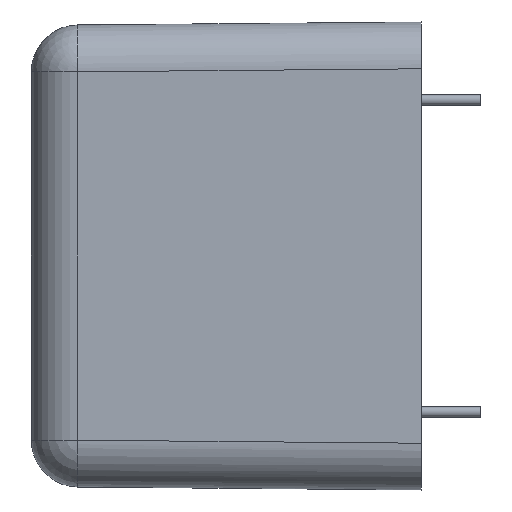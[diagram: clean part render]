
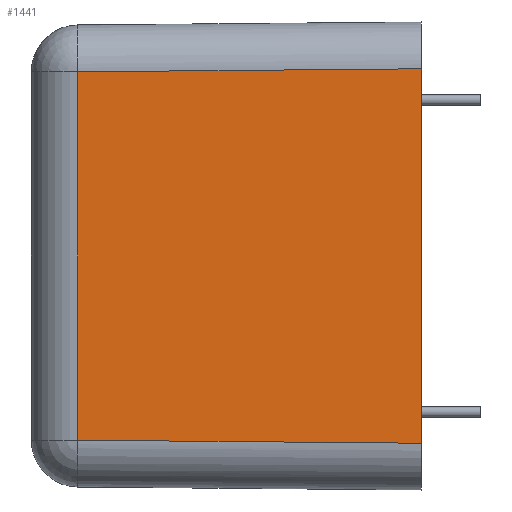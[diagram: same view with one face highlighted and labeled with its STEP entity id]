
A CAD part, left-side view. The second image highlights one B-rep face of the part: STEP entity #1441.
In plain terms, the highlighted planar face has unit normal (-1, 0.009, 0).
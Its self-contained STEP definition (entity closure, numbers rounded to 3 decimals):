
#32 = DIRECTION ( 'NONE',  ( -1., 0.009, 0. ) ) ;
#34 = CARTESIAN_POINT ( 'NONE',  ( -17.808, 22.026, 11.808 ) ) ;
#42 = DIRECTION ( 'NONE',  ( -0.009, -1., -0.009 ) ) ;
#45 = DIRECTION ( 'NONE',  ( -0.009, -1., 0. ) ) ;
#57 = PLANE ( 'NONE',  #160 ) ;
#65 = EDGE_CURVE ( 'NONE', #2900, #1502, #396, .T. ) ;
#160 = AXIS2_PLACEMENT_3D ( 'NONE', #2719, #32, #45 ) ;
#355 = VECTOR ( 'NONE', #881, 1000. ) ;
#366 = EDGE_LOOP ( 'NONE', ( #3024, #1150, #882, #2038 ) ) ;
#386 = CARTESIAN_POINT ( 'NONE',  ( -18., 0., -12. ) ) ;
#396 = LINE ( 'NONE', #1106, #2886 ) ;
#539 = EDGE_CURVE ( 'NONE', #971, #1324, #1669, .T. ) ;
#548 = LINE ( 'NONE', #737, #810 ) ;
#737 = CARTESIAN_POINT ( 'NONE',  ( -18., -0.026, -12. ) ) ;
#810 = VECTOR ( 'NONE', #42, 1000. ) ;
#850 = EDGE_CURVE ( 'NONE', #1324, #2900, #1016, .T. ) ;
#881 = DIRECTION ( 'NONE',  ( 0., 0., 1. ) ) ;
#882 = ORIENTED_EDGE ( 'NONE', *, *, #65, .T. ) ;
#971 = VERTEX_POINT ( 'NONE', #386 ) ;
#1010 = VECTOR ( 'NONE', #1064, 1000. ) ;
#1016 = LINE ( 'NONE', #1301, #1010 ) ;
#1019 = CARTESIAN_POINT ( 'NONE',  ( -17.808, 22.026, -11.808 ) ) ;
#1064 = DIRECTION ( 'NONE',  ( 0.009, 1., -0.009 ) ) ;
#1106 = CARTESIAN_POINT ( 'NONE',  ( -17.808, 22.026, -15. ) ) ;
#1150 = ORIENTED_EDGE ( 'NONE', *, *, #850, .T. ) ;
#1301 = CARTESIAN_POINT ( 'NONE',  ( -17.998, 0.236, 11.998 ) ) ;
#1324 = VERTEX_POINT ( 'NONE', #2376 ) ;
#1441 = ADVANCED_FACE ( 'NONE', ( #2408 ), #57, .T. ) ;
#1502 = VERTEX_POINT ( 'NONE', #1019 ) ;
#1669 = LINE ( 'NONE', #2634, #355 ) ;
#1980 = EDGE_CURVE ( 'NONE', #1502, #971, #548, .T. ) ;
#2026 = DIRECTION ( 'NONE',  ( 0., 0., -1. ) ) ;
#2038 = ORIENTED_EDGE ( 'NONE', *, *, #1980, .T. ) ;
#2376 = CARTESIAN_POINT ( 'NONE',  ( -18., 0., 12. ) ) ;
#2408 = FACE_OUTER_BOUND ( 'NONE', #366, .T. ) ;
#2634 = CARTESIAN_POINT ( 'NONE',  ( -18., 0., -15. ) ) ;
#2719 = CARTESIAN_POINT ( 'NONE',  ( -18., 0., -15. ) ) ;
#2886 = VECTOR ( 'NONE', #2026, 1000. ) ;
#2900 = VERTEX_POINT ( 'NONE', #34 ) ;
#3024 = ORIENTED_EDGE ( 'NONE', *, *, #539, .T. ) ;
